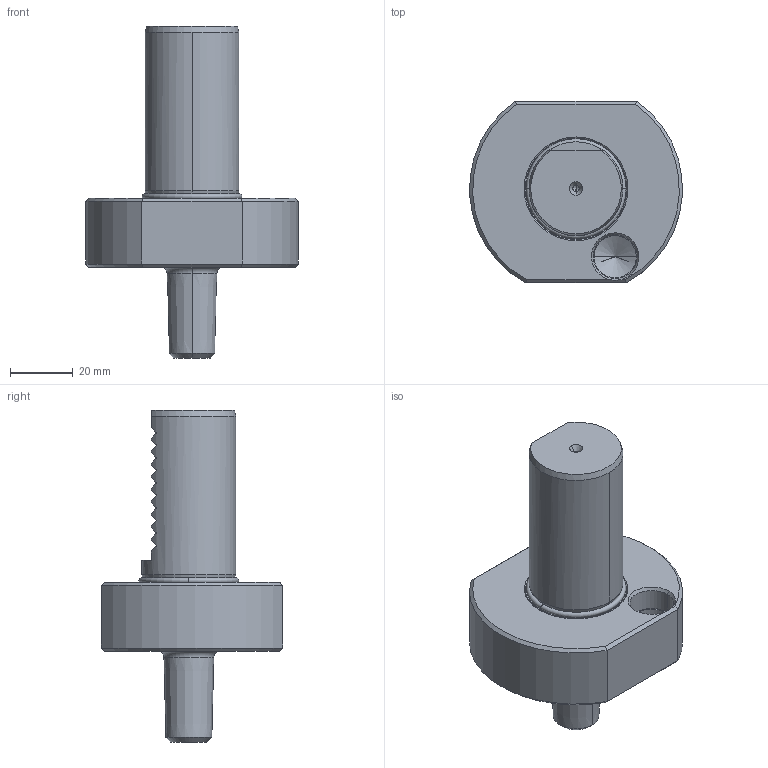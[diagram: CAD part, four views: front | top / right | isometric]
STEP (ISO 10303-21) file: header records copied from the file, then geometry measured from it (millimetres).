
FILE_DESCRIPTION((''),'2;1');
FILE_NAME('309_14_16','2020-09-29T',('101107'),(''),'CREO PARAMETRIC BY PTC INC, 2016260','CREO PARAMETRIC BY PTC INC, 2016260','');
FILE_SCHEMA(('CONFIG_CONTROL_DESIGN'));
Length unit declared in the file: millimetre
Products named in the file (1): 309_14_16
Bounding box: 67.89 x 58 x 106 mm (x, y, z)
Volume: 112953.4 mm3; surface area: 19279.9 mm2
Topology: 1 solids, 1 shells, 124 faces, 302 edges, 183 vertices
Faces by surface type: plane 53, cone 39, cylinder 24, torus 8
Entity records: 3835 total; most frequent: CARTESIAN_POINT 1017, ORIENTED_EDGE 592, DIRECTION 553, EDGE_CURVE 296, AXIS2_PLACEMENT_3D 215, VERTEX_POINT 183, EDGE_LOOP 133, FACE_OUTER_BOUND 124
